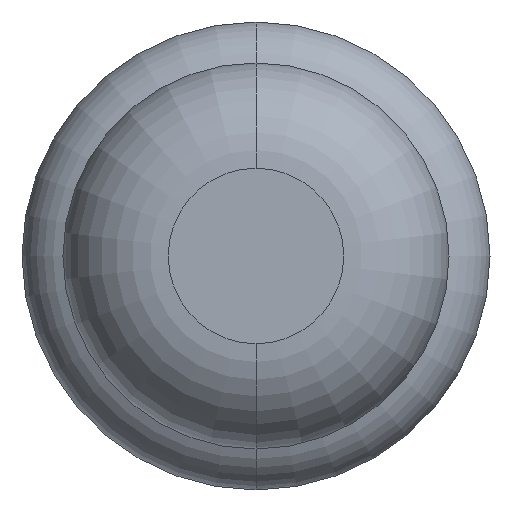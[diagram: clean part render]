
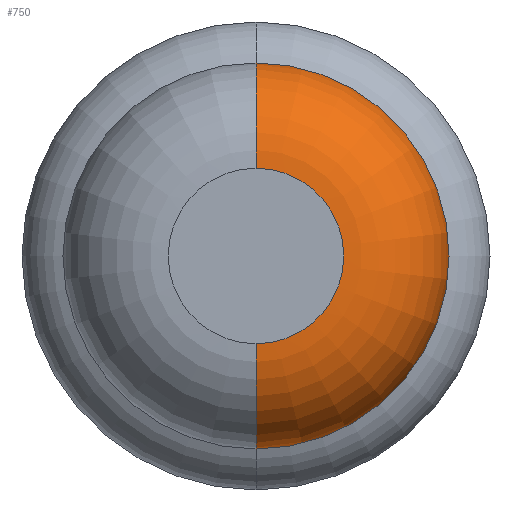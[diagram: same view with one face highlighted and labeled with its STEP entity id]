
A CAD part, front view. The second image highlights one B-rep face of the part: STEP entity #750.
In plain terms, the highlighted toroidal (fillet/blend) face has major radius 0.375 mm and minor radius 0.45 mm.
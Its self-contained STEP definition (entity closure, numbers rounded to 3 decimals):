
#142 = CIRCLE ( 'NONE', #1271, 0.375 ) ;
#144 = VERTEX_POINT ( 'NONE', #3312 ) ;
#213 = DIRECTION ( 'NONE',  ( 0., 0., -1. ) ) ;
#286 = CARTESIAN_POINT ( 'NONE',  ( 0., -26.95, 0. ) ) ;
#423 = DIRECTION ( 'NONE',  ( 0., 0., 1. ) ) ;
#550 = CIRCLE ( 'NONE', #3640, 0.825 ) ;
#630 = AXIS2_PLACEMENT_3D ( 'NONE', #2099, #1141, #213 ) ;
#656 = ORIENTED_EDGE ( 'NONE', *, *, #760, .F. ) ;
#750 = ADVANCED_FACE ( 'Defeature ausgef�hrt1_5', ( #1039 ), #1575, .T. ) ;
#760 = EDGE_CURVE ( 'Defeature ausgef�hrt1_6+Defeature ausgef�hrt1_5+Defeature ausgef�hrt1_5+Defeature ausgef�hrt1_5', #3460, #3821, #550, .T. ) ;
#765 = VERTEX_POINT ( 'NONE', #2210 ) ;
#847 = ORIENTED_EDGE ( 'NONE', *, *, #3481, .T. ) ;
#889 = ORIENTED_EDGE ( 'NONE', *, *, #3177, .T. ) ;
#924 = CIRCLE ( 'NONE', #630, 0.45 ) ;
#999 = DIRECTION ( 'NONE',  ( 0., 1., 0. ) ) ;
#1039 = FACE_OUTER_BOUND ( 'NONE', #1657, .T. ) ;
#1141 = DIRECTION ( 'NONE',  ( 1., 0., 0. ) ) ;
#1198 = EDGE_CURVE ( 'NONE', #765, #3460, #2833, .T. ) ;
#1271 = AXIS2_PLACEMENT_3D ( 'NONE', #1692, #1994, #423 ) ;
#1575 = TOROIDAL_SURFACE ( 'NONE', #2814, 0.375, 0.45 ) ;
#1601 = DIRECTION ( 'NONE',  ( 0., 0., 1. ) ) ;
#1626 = DIRECTION ( 'NONE',  ( 0., 1., 0. ) ) ;
#1657 = EDGE_LOOP ( 'NONE', ( #889, #847, #656, #3993 ) ) ;
#1692 = CARTESIAN_POINT ( 'NONE',  ( 0., -27.4, 0. ) ) ;
#1776 = DIRECTION ( 'NONE',  ( -1., 0., 0. ) ) ;
#1933 = CARTESIAN_POINT ( 'NONE',  ( 0., -26.95, -0.825 ) ) ;
#1994 = DIRECTION ( 'NONE',  ( 0., 1., 0. ) ) ;
#2099 = CARTESIAN_POINT ( 'NONE',  ( 0., -26.95, -0.375 ) ) ;
#2210 = CARTESIAN_POINT ( 'NONE',  ( 0., -27.4, 0.375 ) ) ;
#2225 = CARTESIAN_POINT ( 'NONE',  ( 0., -26.95, 0. ) ) ;
#2389 = DIRECTION ( 'NONE',  ( 0., 0., 1. ) ) ;
#2814 = AXIS2_PLACEMENT_3D ( 'NONE', #286, #999, #1601 ) ;
#2833 = CIRCLE ( 'NONE', #3252, 0.45 ) ;
#2889 = DIRECTION ( 'NONE',  ( 0., 0., 1. ) ) ;
#3177 = EDGE_CURVE ( 'Defeature ausgef�hrt1_5+Defeature ausgef�hrt1_4+Defeature ausgef�hrt1_4+Defeature ausgef�hrt1_4', #765, #144, #142, .T. ) ;
#3252 = AXIS2_PLACEMENT_3D ( 'NONE', #3294, #1776, #2389 ) ;
#3294 = CARTESIAN_POINT ( 'NONE',  ( 0., -26.95, 0.375 ) ) ;
#3312 = CARTESIAN_POINT ( 'NONE',  ( 0., -27.4, -0.375 ) ) ;
#3460 = VERTEX_POINT ( 'NONE', #3628 ) ;
#3481 = EDGE_CURVE ( 'NONE', #144, #3821, #924, .T. ) ;
#3628 = CARTESIAN_POINT ( 'NONE',  ( 0., -26.95, 0.825 ) ) ;
#3640 = AXIS2_PLACEMENT_3D ( 'NONE', #2225, #1626, #2889 ) ;
#3821 = VERTEX_POINT ( 'NONE', #1933 ) ;
#3993 = ORIENTED_EDGE ( 'NONE', *, *, #1198, .F. ) ;
